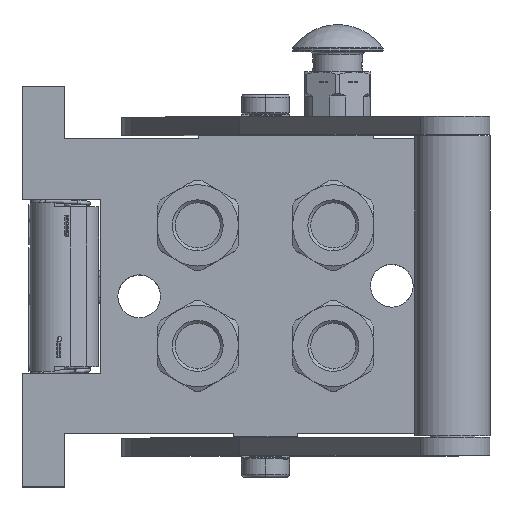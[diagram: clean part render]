
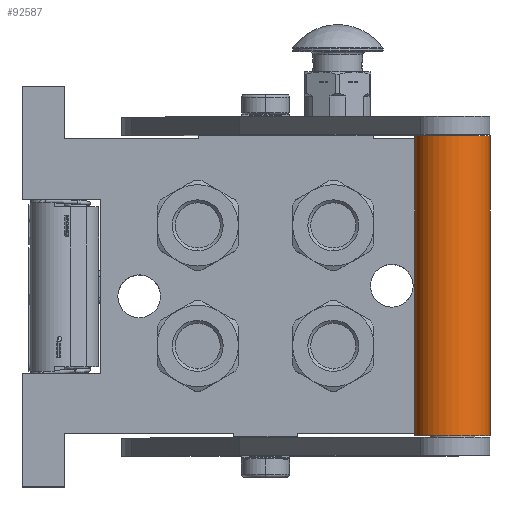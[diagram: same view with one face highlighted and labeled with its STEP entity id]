
A CAD part, top view. The second image highlights one B-rep face of the part: STEP entity #92587.
In plain terms, the highlighted cylindrical face has radius 12.5 mm (diameter 25 mm), a partial arc.
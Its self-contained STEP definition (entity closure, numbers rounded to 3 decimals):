
#3988 = AXIS2_PLACEMENT_3D ( 'NONE', #106790, #53304, #79813 ) ;
#6007 = CARTESIAN_POINT ( 'NONE',  ( -5.425, 0., 0. ) ) ;
#10666 = CIRCLE ( 'NONE', #17758, 12.5 ) ;
#14896 = ORIENTED_EDGE ( 'NONE', *, *, #55323, .T. ) ;
#17758 = AXIS2_PLACEMENT_3D ( 'NONE', #66923, #21352, #102600 ) ;
#19943 = CIRCLE ( 'NONE', #3988, 12.5 ) ;
#20161 = ORIENTED_EDGE ( 'NONE', *, *, #25922, .F. ) ;
#21352 = DIRECTION ( 'NONE',  ( -1., 0., 0. ) ) ;
#22249 = VECTOR ( 'NONE', #110507, 1000. ) ;
#25922 = EDGE_CURVE ( 'NONE', #28332, #49665, #10666, .T. ) ;
#28332 = VERTEX_POINT ( 'NONE', #51030 ) ;
#30347 = VERTEX_POINT ( 'NONE', #116522 ) ;
#37514 = VERTEX_POINT ( 'NONE', #66078 ) ;
#49665 = VERTEX_POINT ( 'NONE', #84339 ) ;
#51030 = CARTESIAN_POINT ( 'NONE',  ( 4.5, 0., -12.5 ) ) ;
#51146 = LINE ( 'NONE', #61643, #80884 ) ;
#53304 = DIRECTION ( 'NONE',  ( -1., 0., 0. ) ) ;
#55323 = EDGE_CURVE ( 'NONE', #30347, #49665, #100210, .T. ) ;
#58205 = EDGE_CURVE ( 'NONE', #37514, #30347, #19943, .T. ) ;
#61350 = CYLINDRICAL_SURFACE ( 'NONE', #87771, 12.5 ) ;
#61643 = CARTESIAN_POINT ( 'NONE',  ( 104., 0., -12.5 ) ) ;
#63218 = DIRECTION ( 'NONE',  ( -1., 0., 0. ) ) ;
#66078 = CARTESIAN_POINT ( 'NONE',  ( 104., 0., -12.5 ) ) ;
#66923 = CARTESIAN_POINT ( 'NONE',  ( 4.5, 0., 0. ) ) ;
#68320 = EDGE_LOOP ( 'NONE', ( #102609, #14896, #20161, #108095 ) ) ;
#69109 = DIRECTION ( 'NONE',  ( -1., 0., 0. ) ) ;
#79813 = DIRECTION ( 'NONE',  ( 0., 0., -1. ) ) ;
#80884 = VECTOR ( 'NONE', #63218, 1000. ) ;
#81440 = EDGE_CURVE ( 'NONE', #37514, #28332, #51146, .T. ) ;
#84339 = CARTESIAN_POINT ( 'NONE',  ( 4.5, 0., 12.5 ) ) ;
#87771 = AXIS2_PLACEMENT_3D ( 'NONE', #6007, #69109, #115048 ) ;
#91074 = CARTESIAN_POINT ( 'NONE',  ( 104., 0., 12.5 ) ) ;
#92587 = ADVANCED_FACE ( 'NONE', ( #109539 ), #61350, .T. ) ;
#100210 = LINE ( 'NONE', #91074, #22249 ) ;
#102600 = DIRECTION ( 'NONE',  ( 0., 0., -1. ) ) ;
#102609 = ORIENTED_EDGE ( 'NONE', *, *, #58205, .T. ) ;
#106790 = CARTESIAN_POINT ( 'NONE',  ( 104., 0., 0. ) ) ;
#108095 = ORIENTED_EDGE ( 'NONE', *, *, #81440, .F. ) ;
#109539 = FACE_OUTER_BOUND ( 'NONE', #68320, .T. ) ;
#110507 = DIRECTION ( 'NONE',  ( -1., 0., 0. ) ) ;
#115048 = DIRECTION ( 'NONE',  ( 0., 0., 1. ) ) ;
#116522 = CARTESIAN_POINT ( 'NONE',  ( 104., 0., 12.5 ) ) ;
